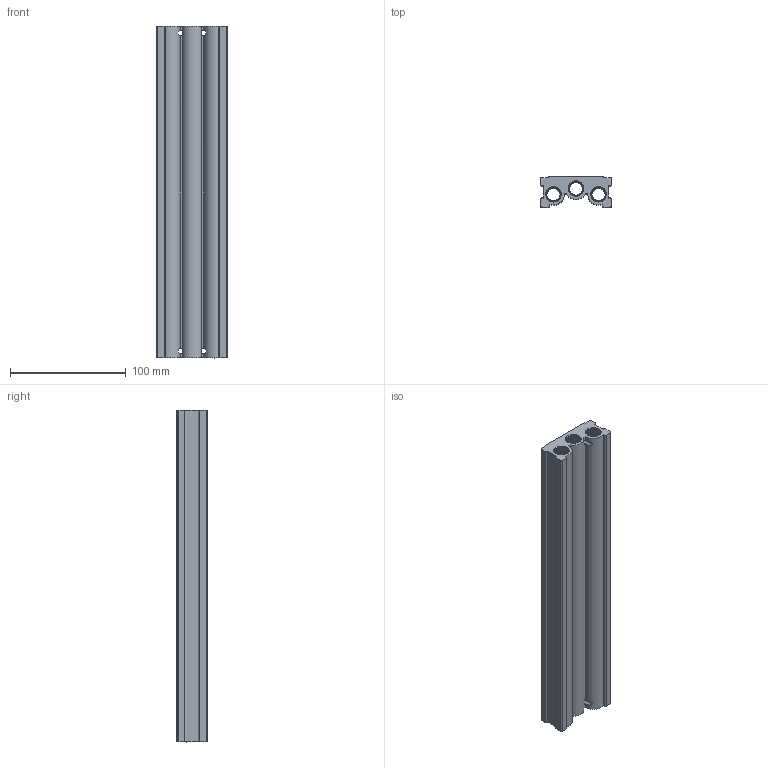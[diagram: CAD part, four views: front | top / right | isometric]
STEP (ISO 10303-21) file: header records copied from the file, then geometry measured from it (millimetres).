
FILE_DESCRIPTION (( 'STEP AP203' ), '1' );
FILE_NAME ('mf2500-m14.STEP', '2011-11-02T07:07:10', ( 'yrd6' ), ( 'Hewlett-Packard Company' ), 'SwSTEP 2.0', 'SolidWorks 2008', '' );
FILE_SCHEMA (( 'CONFIG_CONTROL_DESIGN' ));
Length unit declared in the file: millimetre
Products named in the file (1): mf2500-m14
Bounding box: 61 x 26.5 x 287 mm (x, y, z)
Volume: 250971.9 mm3; surface area: 104525.4 mm2
Topology: 1 solids, 1 shells, 460 faces, 1269 edges, 863 vertices
Faces by surface type: cylinder 304, plane 117, cone 21, bspline 18
Entity records: 26592 total; most frequent: CARTESIAN_POINT 14981, ORIENTED_EDGE 2538, DIRECTION 2255, EDGE_CURVE 1269, AXIS2_PLACEMENT_3D 908, VERTEX_POINT 863, EDGE_LOOP 610, CIRCLE 465
